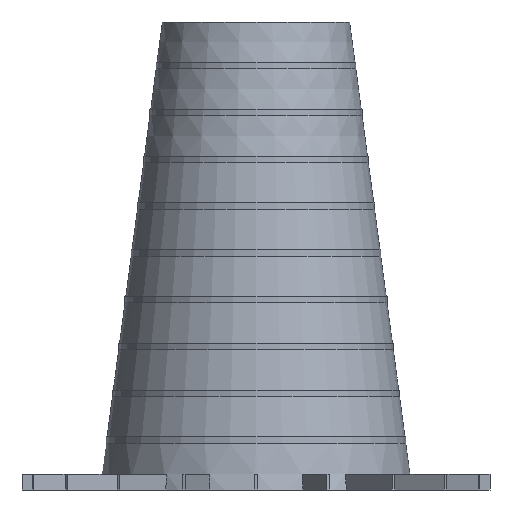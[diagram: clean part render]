
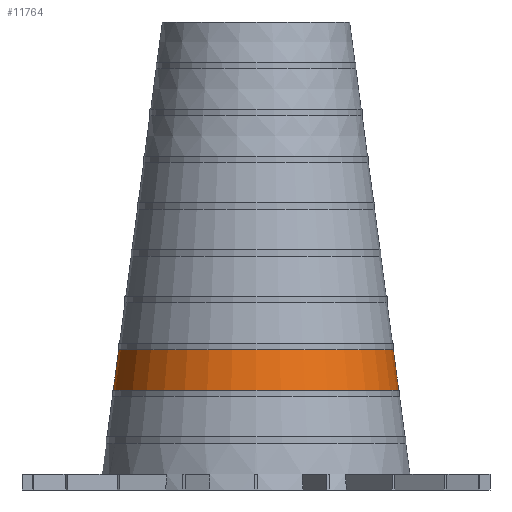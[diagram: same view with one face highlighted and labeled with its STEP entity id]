
A CAD part, front view. The second image highlights one B-rep face of the part: STEP entity #11764.
In plain terms, the highlighted conical face has half-angle 7.595 degrees and reference radius 50 mm.
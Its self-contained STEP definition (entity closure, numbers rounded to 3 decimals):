
#11626 = PLANE('',#11627);
#11627 = AXIS2_PLACEMENT_3D('',#11628,#11629,#11630);
#11628 = CARTESIAN_POINT('',(0.,0.,32.)
  );
#11629 = DIRECTION('',(0.,0.,1.));
#11630 = DIRECTION('',(1.,0.,-0.));
#11681 = EDGE_CURVE('',#11682,#11682,#11684,.T.);
#11682 = VERTEX_POINT('',#11683);
#11683 = CARTESIAN_POINT('',(45.733,0.,32.));
#11684 = SURFACE_CURVE('',#11685,(#11690,#11697),.PCURVE_S1.);
#11685 = CIRCLE('',#11686,45.733);
#11686 = AXIS2_PLACEMENT_3D('',#11687,#11688,#11689);
#11687 = CARTESIAN_POINT('',(0.,0.,32.));
#11688 = DIRECTION('',(0.,0.,1.));
#11689 = DIRECTION('',(1.,0.,-0.));
#11690 = PCURVE('',#11626,#11691);
#11691 = DEFINITIONAL_REPRESENTATION('',(#11692),#11696);
#11692 = CIRCLE('',#11693,45.733);
#11693 = AXIS2_PLACEMENT_2D('',#11694,#11695);
#11694 = CARTESIAN_POINT('',(0.,0.));
#11695 = DIRECTION('',(1.,0.));
#11696 = ( GEOMETRIC_REPRESENTATION_CONTEXT(2) 
PARAMETRIC_REPRESENTATION_CONTEXT() REPRESENTATION_CONTEXT('2D SPACE',''
  ) );
#11697 = PCURVE('',#11698,#11703);
#11698 = CONICAL_SURFACE('',#11699,50.,0.133);
#11699 = AXIS2_PLACEMENT_3D('',#11700,#11701,#11702);
#11700 = CARTESIAN_POINT('',(0.,0.,0.));
#11701 = DIRECTION('',(-0.,-0.,-1.));
#11702 = DIRECTION('',(1.,0.,0.));
#11703 = DEFINITIONAL_REPRESENTATION('',(#11704),#11708);
#11704 = LINE('',#11705,#11706);
#11705 = CARTESIAN_POINT('',(-0.,-32.));
#11706 = VECTOR('',#11707,1.);
#11707 = DIRECTION('',(-1.,-0.));
#11708 = ( GEOMETRIC_REPRESENTATION_CONTEXT(2) 
PARAMETRIC_REPRESENTATION_CONTEXT() REPRESENTATION_CONTEXT('2D SPACE',''
  ) );
#11764 = ADVANCED_FACE('',(#11765),#11698,.T.);
#11765 = FACE_BOUND('',#11766,.T.);
#11766 = EDGE_LOOP('',(#11767,#11787,#11788,#11789));
#11767 = ORIENTED_EDGE('',*,*,#11768,.F.);
#11768 = EDGE_CURVE('',#11682,#11769,#11771,.T.);
#11769 = VERTEX_POINT('',#11770);
#11770 = CARTESIAN_POINT('',(44.,0.,45.));
#11771 = SEAM_CURVE('',#11772,(#11775,#11781),.PCURVE_S1.);
#11772 = B_SPLINE_CURVE_WITH_KNOTS('',1,(#11773,#11774),.UNSPECIFIED.,
  .F.,.F.,(2,2),(0.,1.),.PIECEWISE_BEZIER_KNOTS.);
#11773 = CARTESIAN_POINT('',(50.,0.,0.));
#11774 = CARTESIAN_POINT('',(30.,0.,150.));
#11775 = PCURVE('',#11698,#11776);
#11776 = DEFINITIONAL_REPRESENTATION('',(#11777),#11780);
#11777 = B_SPLINE_CURVE_WITH_KNOTS('',1,(#11778,#11779),.UNSPECIFIED.,
  .F.,.F.,(2,2),(0.,1.),.PIECEWISE_BEZIER_KNOTS.);
#11778 = CARTESIAN_POINT('',(0.,0.));
#11779 = CARTESIAN_POINT('',(0.,-150.));
#11780 = ( GEOMETRIC_REPRESENTATION_CONTEXT(2) 
PARAMETRIC_REPRESENTATION_CONTEXT() REPRESENTATION_CONTEXT('2D SPACE',''
  ) );
#11781 = PCURVE('',#11698,#11782);
#11782 = DEFINITIONAL_REPRESENTATION('',(#11783),#11786);
#11783 = B_SPLINE_CURVE_WITH_KNOTS('',1,(#11784,#11785),.UNSPECIFIED.,
  .F.,.F.,(2,2),(0.,1.),.PIECEWISE_BEZIER_KNOTS.);
#11784 = CARTESIAN_POINT('',(-6.283,0.));
#11785 = CARTESIAN_POINT('',(-6.283,-150.));
#11786 = ( GEOMETRIC_REPRESENTATION_CONTEXT(2) 
PARAMETRIC_REPRESENTATION_CONTEXT() REPRESENTATION_CONTEXT('2D SPACE',''
  ) );
#11787 = ORIENTED_EDGE('',*,*,#11681,.T.);
#11788 = ORIENTED_EDGE('',*,*,#11768,.T.);
#11789 = ORIENTED_EDGE('',*,*,#11790,.F.);
#11790 = EDGE_CURVE('',#11769,#11769,#11791,.T.);
#11791 = SURFACE_CURVE('',#11792,(#11797,#11804),.PCURVE_S1.);
#11792 = CIRCLE('',#11793,44.);
#11793 = AXIS2_PLACEMENT_3D('',#11794,#11795,#11796);
#11794 = CARTESIAN_POINT('',(0.,0.,45.));
#11795 = DIRECTION('',(0.,0.,1.));
#11796 = DIRECTION('',(1.,0.,0.));
#11797 = PCURVE('',#11698,#11798);
#11798 = DEFINITIONAL_REPRESENTATION('',(#11799),#11803);
#11799 = LINE('',#11800,#11801);
#11800 = CARTESIAN_POINT('',(-0.,-45.));
#11801 = VECTOR('',#11802,1.);
#11802 = DIRECTION('',(-1.,-0.));
#11803 = ( GEOMETRIC_REPRESENTATION_CONTEXT(2) 
PARAMETRIC_REPRESENTATION_CONTEXT() REPRESENTATION_CONTEXT('2D SPACE',''
  ) );
#11804 = PCURVE('',#11805,#11810);
#11805 = CYLINDRICAL_SURFACE('',#11806,44.);
#11806 = AXIS2_PLACEMENT_3D('',#11807,#11808,#11809);
#11807 = CARTESIAN_POINT('',(0.,0.,45.));
#11808 = DIRECTION('',(-0.,-0.,-1.));
#11809 = DIRECTION('',(1.,0.,0.));
#11810 = DEFINITIONAL_REPRESENTATION('',(#11811),#11815);
#11811 = LINE('',#11812,#11813);
#11812 = CARTESIAN_POINT('',(-0.,0.));
#11813 = VECTOR('',#11814,1.);
#11814 = DIRECTION('',(-1.,0.));
#11815 = ( GEOMETRIC_REPRESENTATION_CONTEXT(2) 
PARAMETRIC_REPRESENTATION_CONTEXT() REPRESENTATION_CONTEXT('2D SPACE',''
  ) );
